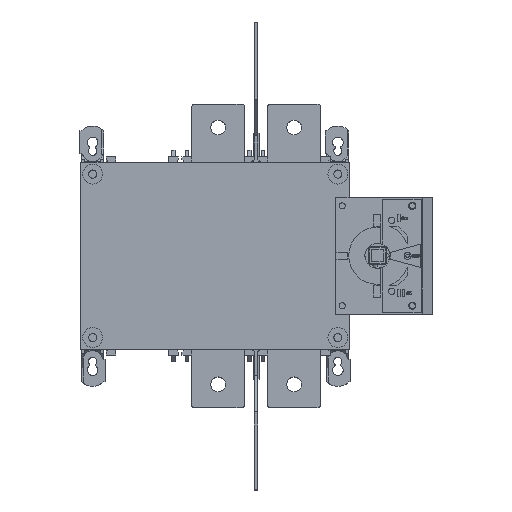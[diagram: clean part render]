
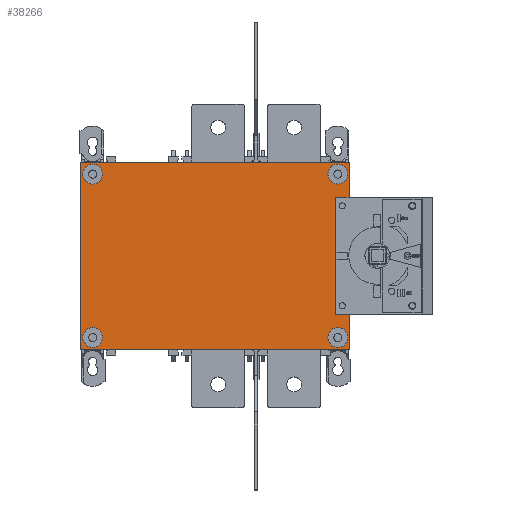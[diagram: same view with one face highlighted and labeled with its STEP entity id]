
A CAD part, top view. The second image highlights one B-rep face of the part: STEP entity #38266.
In plain terms, the highlighted planar face has unit normal (0, 0, 1).
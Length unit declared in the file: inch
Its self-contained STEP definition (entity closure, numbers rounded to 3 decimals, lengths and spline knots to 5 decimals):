
#8 = VERTEX_POINT ( 'NONE', #5115 ) ;
#278 = CARTESIAN_POINT ( 'NONE',  ( 0.3937, 5.90551, 8.09038 ) ) ;
#471 = VECTOR ( 'NONE', #38443, 39.37008 ) ;
#1106 = VERTEX_POINT ( 'NONE', #15062 ) ;
#1678 = LINE ( 'NONE', #21772, #9364 ) ;
#1724 = LINE ( 'NONE', #6475, #9414 ) ;
#2243 = EDGE_CURVE ( 'NONE', #1106, #16365, #1678, .T. ) ;
#2249 = FACE_BOUND ( 'NONE', #16895, .T. ) ;
#2844 = DIRECTION ( 'NONE',  ( 1., 0., 0. ) ) ;
#3146 = CARTESIAN_POINT ( 'NONE',  ( 8.99606, 5.90551, 8.09038 ) ) ;
#3690 = CARTESIAN_POINT ( 'NONE',  ( 8.32677, 5.90551, 8.09038 ) ) ;
#4855 = VERTEX_POINT ( 'NONE', #30783 ) ;
#4925 = EDGE_CURVE ( 'NONE', #8, #4855, #35411, .T. ) ;
#5038 = CARTESIAN_POINT ( 'NONE',  ( 8.99606, 0.3937, 8.09038 ) ) ;
#5115 = CARTESIAN_POINT ( 'NONE',  ( 0.72835, 5.90551, 8.09038 ) ) ;
#5507 = DIRECTION ( 'NONE',  ( 0., 0., -1. ) ) ;
#5654 = CARTESIAN_POINT ( 'NONE',  ( 8.66142, 0.3937, 8.09038 ) ) ;
#6475 = CARTESIAN_POINT ( 'NONE',  ( 5.70867, 6.29921, 8.09038 ) ) ;
#6545 = VERTEX_POINT ( 'NONE', #3146 ) ;
#6618 = DIRECTION ( 'NONE',  ( -1., 0., 0. ) ) ;
#6654 = ORIENTED_EDGE ( 'NONE', *, *, #4925, .T. ) ;
#7092 = EDGE_LOOP ( 'NONE', ( #22275, #9721 ) ) ;
#7673 = DIRECTION ( 'NONE',  ( 0., 0., 1. ) ) ;
#7680 = CARTESIAN_POINT ( 'NONE',  ( 0., 6.29921, 8.09038 ) ) ;
#7968 = EDGE_CURVE ( 'NONE', #41915, #16365, #1724, .T. ) ;
#8336 = CARTESIAN_POINT ( 'NONE',  ( 9.05512, 6.29921, 8.09038 ) ) ;
#8574 = CIRCLE ( 'NONE', #19525, 0.33465 ) ;
#8618 = DIRECTION ( 'NONE',  ( 0., 1., 0. ) ) ;
#8802 = DIRECTION ( 'NONE',  ( 1., 0., 0. ) ) ;
#8892 = CARTESIAN_POINT ( 'NONE',  ( 9.05512, 5.64961, 8.09038 ) ) ;
#9001 = EDGE_LOOP ( 'NONE', ( #38833, #25215 ) ) ;
#9364 = VECTOR ( 'NONE', #8618, 39.37008 ) ;
#9369 = VERTEX_POINT ( 'NONE', #28133 ) ;
#9414 = VECTOR ( 'NONE', #6618, 39.37008 ) ;
#9721 = ORIENTED_EDGE ( 'NONE', *, *, #25011, .T. ) ;
#9801 = DIRECTION ( 'NONE',  ( 0., 0., -1. ) ) ;
#11186 = ORIENTED_EDGE ( 'NONE', *, *, #7968, .T. ) ;
#11458 = CIRCLE ( 'NONE', #28331, 0.33465 ) ;
#11566 = DIRECTION ( 'NONE',  ( 0., 0., -1. ) ) ;
#11784 = CARTESIAN_POINT ( 'NONE',  ( 8.66142, 5.90551, 8.09038 ) ) ;
#12190 = EDGE_LOOP ( 'NONE', ( #11186, #40013, #35493, #40648 ) ) ;
#12776 = LINE ( 'NONE', #14571, #38439 ) ;
#12987 = EDGE_CURVE ( 'NONE', #31430, #39430, #18816, .T. ) ;
#13082 = DIRECTION ( 'NONE',  ( 1., 0., 0. ) ) ;
#13399 = EDGE_LOOP ( 'NONE', ( #37274, #35341 ) ) ;
#13818 = PLANE ( 'NONE',  #32007 ) ;
#14203 = AXIS2_PLACEMENT_3D ( 'NONE', #21380, #5507, #8802 ) ;
#14571 = CARTESIAN_POINT ( 'NONE',  ( -2.3622, 0., 8.09038 ) ) ;
#15062 = CARTESIAN_POINT ( 'NONE',  ( 0., 0., 8.09038 ) ) ;
#15130 = DIRECTION ( 'NONE',  ( 1., 0., 0. ) ) ;
#15631 = DIRECTION ( 'NONE',  ( 1., 0., 0. ) ) ;
#16365 = VERTEX_POINT ( 'NONE', #7680 ) ;
#16895 = EDGE_LOOP ( 'NONE', ( #6654, #22441 ) ) ;
#16972 = EDGE_CURVE ( 'NONE', #6545, #36372, #32094, .T. ) ;
#17716 = AXIS2_PLACEMENT_3D ( 'NONE', #278, #36587, #19765 ) ;
#18370 = CIRCLE ( 'NONE', #42384, 0.33465 ) ;
#18647 = DIRECTION ( 'NONE',  ( 1., 0., 0. ) ) ;
#18816 = CIRCLE ( 'NONE', #14203, 0.33465 ) ;
#19010 = EDGE_CURVE ( 'NONE', #23781, #34767, #11458, .T. ) ;
#19449 = CARTESIAN_POINT ( 'NONE',  ( 0.3937, 0.3937, 8.09038 ) ) ;
#19525 = AXIS2_PLACEMENT_3D ( 'NONE', #19449, #25750, #2844 ) ;
#19655 = FACE_BOUND ( 'NONE', #13399, .T. ) ;
#19765 = DIRECTION ( 'NONE',  ( 1., 0., 0. ) ) ;
#20865 = CARTESIAN_POINT ( 'NONE',  ( 0.05906, 0.3937, 8.09038 ) ) ;
#21380 = CARTESIAN_POINT ( 'NONE',  ( 0.3937, 0.3937, 8.09038 ) ) ;
#21772 = CARTESIAN_POINT ( 'NONE',  ( 0., 0.35433, 8.09038 ) ) ;
#22113 = CIRCLE ( 'NONE', #17716, 0.33465 ) ;
#22275 = ORIENTED_EDGE ( 'NONE', *, *, #16972, .T. ) ;
#22441 = ORIENTED_EDGE ( 'NONE', *, *, #30260, .T. ) ;
#23781 = VERTEX_POINT ( 'NONE', #5038 ) ;
#23784 = CARTESIAN_POINT ( 'NONE',  ( 8.32677, 0.3937, 8.09038 ) ) ;
#24555 = LINE ( 'NONE', #8892, #471 ) ;
#25011 = EDGE_CURVE ( 'NONE', #36372, #6545, #18370, .T. ) ;
#25215 = ORIENTED_EDGE ( 'NONE', *, *, #36255, .T. ) ;
#25289 = FACE_OUTER_BOUND ( 'NONE', #12190, .T. ) ;
#25340 = DIRECTION ( 'NONE',  ( 0., 0., -1. ) ) ;
#25750 = DIRECTION ( 'NONE',  ( 0., 0., -1. ) ) ;
#27695 = AXIS2_PLACEMENT_3D ( 'NONE', #5654, #28543, #15631 ) ;
#28133 = CARTESIAN_POINT ( 'NONE',  ( 9.05512, 0., 8.09038 ) ) ;
#28331 = AXIS2_PLACEMENT_3D ( 'NONE', #39345, #9801, #13082 ) ;
#28510 = AXIS2_PLACEMENT_3D ( 'NONE', #31211, #11566, #15130 ) ;
#28543 = DIRECTION ( 'NONE',  ( 0., 0., -1. ) ) ;
#28932 = CARTESIAN_POINT ( 'NONE',  ( 8.66142, 5.90551, 8.09038 ) ) ;
#30260 = EDGE_CURVE ( 'NONE', #4855, #8, #22113, .T. ) ;
#30751 = CARTESIAN_POINT ( 'NONE',  ( 5.70867, 5.64961, 8.09038 ) ) ;
#30783 = CARTESIAN_POINT ( 'NONE',  ( 0.05906, 5.90551, 8.09038 ) ) ;
#30905 = DIRECTION ( 'NONE',  ( 1., 0., 0. ) ) ;
#31211 = CARTESIAN_POINT ( 'NONE',  ( 0.3937, 5.90551, 8.09038 ) ) ;
#31430 = VERTEX_POINT ( 'NONE', #33327 ) ;
#31506 = FACE_BOUND ( 'NONE', #7092, .T. ) ;
#32007 = AXIS2_PLACEMENT_3D ( 'NONE', #30751, #7673, #30905 ) ;
#32094 = CIRCLE ( 'NONE', #37730, 0.33465 ) ;
#32236 = DIRECTION ( 'NONE',  ( 1., 0., 0. ) ) ;
#33327 = CARTESIAN_POINT ( 'NONE',  ( 0.72835, 0.3937, 8.09038 ) ) ;
#33340 = EDGE_CURVE ( 'NONE', #34767, #23781, #34772, .T. ) ;
#34767 = VERTEX_POINT ( 'NONE', #23784 ) ;
#34772 = CIRCLE ( 'NONE', #27695, 0.33465 ) ;
#35136 = EDGE_CURVE ( 'NONE', #9369, #41915, #24555, .T. ) ;
#35169 = DIRECTION ( 'NONE',  ( 0., 0., -1. ) ) ;
#35341 = ORIENTED_EDGE ( 'NONE', *, *, #33340, .T. ) ;
#35411 = CIRCLE ( 'NONE', #28510, 0.33465 ) ;
#35493 = ORIENTED_EDGE ( 'NONE', *, *, #35520, .F. ) ;
#35520 = EDGE_CURVE ( 'NONE', #9369, #1106, #12776, .T. ) ;
#36255 = EDGE_CURVE ( 'NONE', #39430, #31430, #8574, .T. ) ;
#36372 = VERTEX_POINT ( 'NONE', #3690 ) ;
#36587 = DIRECTION ( 'NONE',  ( 0., 0., -1. ) ) ;
#37274 = ORIENTED_EDGE ( 'NONE', *, *, #19010, .T. ) ;
#37730 = AXIS2_PLACEMENT_3D ( 'NONE', #11784, #35169, #18647 ) ;
#38266 = ADVANCED_FACE ( 'NONE', ( #25289, #19655, #39213, #31506, #2249 ), #13818, .T. ) ;
#38439 = VECTOR ( 'NONE', #41562, 39.37008 ) ;
#38443 = DIRECTION ( 'NONE',  ( 0., 1., 0. ) ) ;
#38833 = ORIENTED_EDGE ( 'NONE', *, *, #12987, .T. ) ;
#39213 = FACE_BOUND ( 'NONE', #9001, .T. ) ;
#39345 = CARTESIAN_POINT ( 'NONE',  ( 8.66142, 0.3937, 8.09038 ) ) ;
#39430 = VERTEX_POINT ( 'NONE', #20865 ) ;
#40013 = ORIENTED_EDGE ( 'NONE', *, *, #2243, .F. ) ;
#40648 = ORIENTED_EDGE ( 'NONE', *, *, #35136, .T. ) ;
#41562 = DIRECTION ( 'NONE',  ( -1., 0., 0. ) ) ;
#41915 = VERTEX_POINT ( 'NONE', #8336 ) ;
#42384 = AXIS2_PLACEMENT_3D ( 'NONE', #28932, #25340, #32236 ) ;
